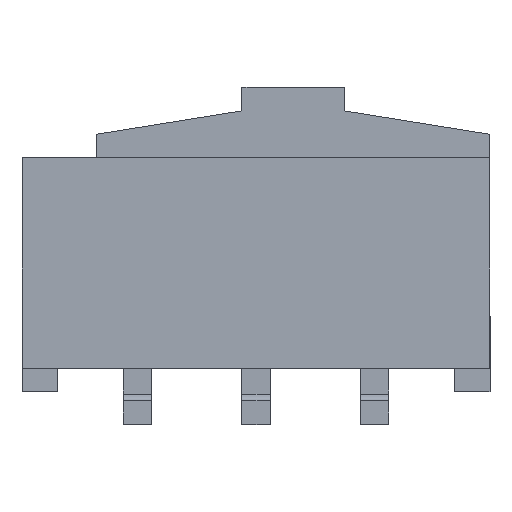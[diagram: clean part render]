
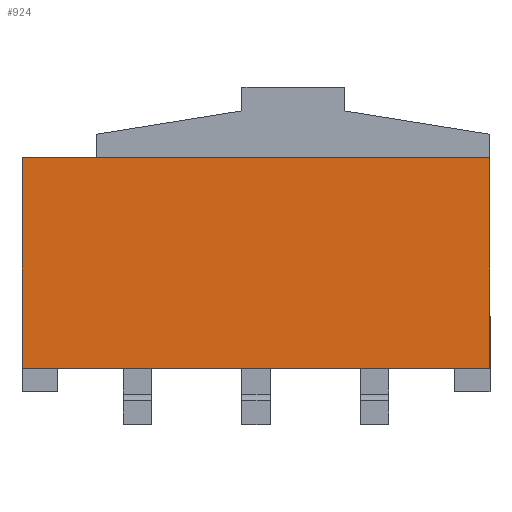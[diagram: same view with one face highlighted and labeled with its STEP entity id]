
A CAD part, top view. The second image highlights one B-rep face of the part: STEP entity #924.
In plain terms, the highlighted planar face has unit normal (0, 0, 1).
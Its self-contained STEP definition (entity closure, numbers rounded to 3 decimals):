
#13 = EDGE_CURVE ( 'NONE', #1468, #829, #283, .T. ) ;
#135 = EDGE_LOOP ( 'NONE', ( #180, #1032, #1353, #833 ) ) ;
#180 = ORIENTED_EDGE ( 'NONE', *, *, #13, .T. ) ;
#181 = DIRECTION ( 'NONE',  ( 0., -1., 0. ) ) ;
#220 = EDGE_CURVE ( 'NONE', #970, #1498, #2204, .T. ) ;
#225 = CARTESIAN_POINT ( 'NONE',  ( 7.54, 5.45, -3. ) ) ;
#283 = LINE ( 'NONE', #1535, #1243 ) ;
#374 = FACE_OUTER_BOUND ( 'NONE', #135, .T. ) ;
#437 = DIRECTION ( 'NONE',  ( 1., 0., 0. ) ) ;
#476 = EDGE_CURVE ( 'NONE', #970, #1468, #1116, .T. ) ;
#514 = VECTOR ( 'NONE', #2210, 1000. ) ;
#593 = CARTESIAN_POINT ( 'NONE',  ( -2.46, 5.45, -3. ) ) ;
#829 = VERTEX_POINT ( 'NONE', #2045 ) ;
#833 = ORIENTED_EDGE ( 'NONE', *, *, #476, .T. ) ;
#919 = CARTESIAN_POINT ( 'NONE',  ( -2.46, 5.45, -3. ) ) ;
#924 = ADVANCED_FACE ( 'NONE', ( #374 ), #2181, .F. ) ;
#930 = CARTESIAN_POINT ( 'NONE',  ( -2.46, 5.45, -3. ) ) ;
#970 = VERTEX_POINT ( 'NONE', #930 ) ;
#1032 = ORIENTED_EDGE ( 'NONE', *, *, #1560, .F. ) ;
#1116 = LINE ( 'NONE', #593, #1440 ) ;
#1122 = DIRECTION ( 'NONE',  ( -1., 0., 0. ) ) ;
#1243 = VECTOR ( 'NONE', #437, 1000. ) ;
#1353 = ORIENTED_EDGE ( 'NONE', *, *, #220, .F. ) ;
#1440 = VECTOR ( 'NONE', #181, 1000. ) ;
#1444 = CARTESIAN_POINT ( 'NONE',  ( 7.54, 5.45, -3. ) ) ;
#1466 = CARTESIAN_POINT ( 'NONE',  ( -2.46, 0.95, -3. ) ) ;
#1468 = VERTEX_POINT ( 'NONE', #1466 ) ;
#1498 = VERTEX_POINT ( 'NONE', #1444 ) ;
#1522 = CARTESIAN_POINT ( 'NONE',  ( -2.46, 5.45, -3. ) ) ;
#1535 = CARTESIAN_POINT ( 'NONE',  ( -2.46, 0.95, -3. ) ) ;
#1560 = EDGE_CURVE ( 'NONE', #1498, #829, #2030, .T. ) ;
#1771 = AXIS2_PLACEMENT_3D ( 'NONE', #919, #1982, #1122 ) ;
#1844 = DIRECTION ( 'NONE',  ( 1., 0., 0. ) ) ;
#1982 = DIRECTION ( 'NONE',  ( 0., 0., -1. ) ) ;
#2030 = LINE ( 'NONE', #225, #514 ) ;
#2045 = CARTESIAN_POINT ( 'NONE',  ( 7.54, 0.95, -3. ) ) ;
#2181 = PLANE ( 'NONE',  #1771 ) ;
#2204 = LINE ( 'NONE', #1522, #2282 ) ;
#2210 = DIRECTION ( 'NONE',  ( 0., -1., 0. ) ) ;
#2282 = VECTOR ( 'NONE', #1844, 1000. ) ;
